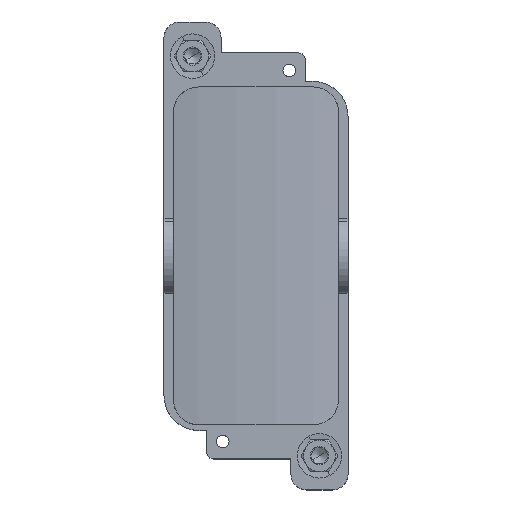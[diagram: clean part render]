
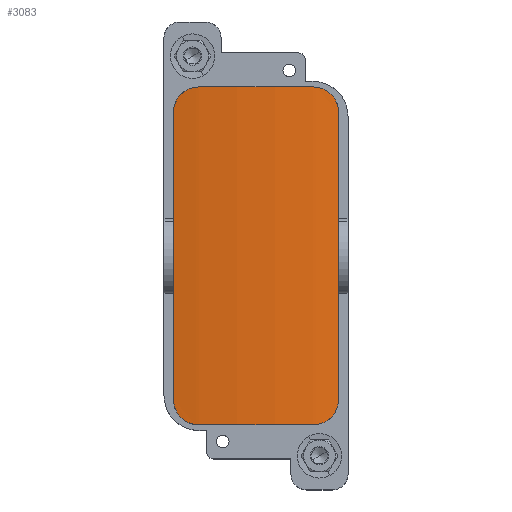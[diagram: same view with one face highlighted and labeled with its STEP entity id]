
A CAD part, top view. The second image highlights one B-rep face of the part: STEP entity #3083.
In plain terms, the highlighted cylindrical face has radius 150 mm (diameter 300 mm), a partial arc.
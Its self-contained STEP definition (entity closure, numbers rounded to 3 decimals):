
#3021=AXIS2_PLACEMENT_3D('Cylinder Axis2P3D',#3018,#3019,#3020) ;
#3035=AXIS2_PLACEMENT_3D('Circle Axis2P3D',#3033,#3034,$) ;
#3060=AXIS2_PLACEMENT_3D('Circle Axis2P3D',#3058,#3059,$) ;
#2049=CARTESIAN_POINT('Vertex',(55.,119.,39.229)) ;
#2052=CARTESIAN_POINT('Line Origine',(55.,73.75,39.229)) ;
#2056=CARTESIAN_POINT('Vertex',(55.,28.5,39.229)) ;
#2267=CARTESIAN_POINT('Vertex',(3.,28.5,39.229)) ;
#2270=CARTESIAN_POINT('Line Origine',(3.,73.75,39.229)) ;
#2274=CARTESIAN_POINT('Vertex',(3.,119.,39.229)) ;
#3018=CARTESIAN_POINT('Axis2P3D Location',(29.,73.75,-108.5)) ;
#3024=CARTESIAN_POINT('Control Point',(3.,28.5,39.229)) ;
#3025=CARTESIAN_POINT('Control Point',(3.,25.974,39.229)) ;
#3026=CARTESIAN_POINT('Control Point',(3.998,23.443,39.405)) ;
#3027=CARTESIAN_POINT('Control Point',(5.992,21.481,39.758)) ;
#3028=CARTESIAN_POINT('Control Point',(8.492,20.5,40.113)) ;
#3029=CARTESIAN_POINT('Control Point',(11.,20.5,40.416)) ;
#3030=CARTESIAN_POINT('Vertex',(11.,20.5,40.416)) ;
#3033=CARTESIAN_POINT('Axis2P3D Location',(29.,20.5,-108.5)) ;
#3037=CARTESIAN_POINT('Vertex',(47.,20.5,40.416)) ;
#3041=CARTESIAN_POINT('Control Point',(55.,28.5,39.229)) ;
#3042=CARTESIAN_POINT('Control Point',(55.,25.974,39.229)) ;
#3043=CARTESIAN_POINT('Control Point',(54.002,23.443,39.405)) ;
#3044=CARTESIAN_POINT('Control Point',(52.008,21.481,39.758)) ;
#3045=CARTESIAN_POINT('Control Point',(49.508,20.5,40.113)) ;
#3046=CARTESIAN_POINT('Control Point',(47.,20.5,40.416)) ;
#3049=CARTESIAN_POINT('Control Point',(55.,119.,39.229)) ;
#3050=CARTESIAN_POINT('Control Point',(55.,121.526,39.229)) ;
#3051=CARTESIAN_POINT('Control Point',(54.002,124.057,39.405)) ;
#3052=CARTESIAN_POINT('Control Point',(52.008,126.019,39.758)) ;
#3053=CARTESIAN_POINT('Control Point',(49.508,127.,40.113)) ;
#3054=CARTESIAN_POINT('Control Point',(47.,127.,40.416)) ;
#3055=CARTESIAN_POINT('Vertex',(47.,127.,40.416)) ;
#3058=CARTESIAN_POINT('Axis2P3D Location',(29.,127.,-108.5)) ;
#3062=CARTESIAN_POINT('Vertex',(11.,127.,40.416)) ;
#3066=CARTESIAN_POINT('Control Point',(3.,119.,39.229)) ;
#3067=CARTESIAN_POINT('Control Point',(3.,121.526,39.229)) ;
#3068=CARTESIAN_POINT('Control Point',(3.998,124.057,39.405)) ;
#3069=CARTESIAN_POINT('Control Point',(5.992,126.019,39.758)) ;
#3070=CARTESIAN_POINT('Control Point',(8.492,127.,40.113)) ;
#3071=CARTESIAN_POINT('Control Point',(11.,127.,40.416)) ;
#2053=DIRECTION('Vector Direction',(0.,1.,0.)) ;
#2271=DIRECTION('Vector Direction',(0.,1.,0.)) ;
#3019=DIRECTION('Axis2P3D Direction',(0.,1.,0.)) ;
#3020=DIRECTION('Axis2P3D XDirection',(-0.173,0.,0.985)) ;
#3034=DIRECTION('Axis2P3D Direction',(0.,1.,0.)) ;
#3059=DIRECTION('Axis2P3D Direction',(0.,1.,0.)) ;
#2054=VECTOR('Line Direction',#2053,1.) ;
#2272=VECTOR('Line Direction',#2271,1.) ;
#3074=ORIENTED_EDGE('',*,*,#2276,.F.) ;
#3075=ORIENTED_EDGE('',*,*,#3032,.F.) ;
#3076=ORIENTED_EDGE('',*,*,#3039,.T.) ;
#3077=ORIENTED_EDGE('',*,*,#3047,.F.) ;
#3078=ORIENTED_EDGE('',*,*,#2058,.T.) ;
#3079=ORIENTED_EDGE('',*,*,#3057,.F.) ;
#3080=ORIENTED_EDGE('',*,*,#3064,.F.) ;
#3081=ORIENTED_EDGE('',*,*,#3072,.F.) ;
#3083=ADVANCED_FACE('Hauptk\X2\00F6\X0\rper',(#3082),#3022,.T.) ;
#3023=B_SPLINE_CURVE_WITH_KNOTS('',5,(#3024,#3025,#3026,#3027,#3028,#3029),.UNSPECIFIED.,.F.,.U.,(6,6),(0.,17.864),.UNSPECIFIED.) ;
#3040=B_SPLINE_CURVE_WITH_KNOTS('',5,(#3041,#3042,#3043,#3044,#3045,#3046),.UNSPECIFIED.,.F.,.U.,(6,6),(0.,17.864),.UNSPECIFIED.) ;
#3048=B_SPLINE_CURVE_WITH_KNOTS('',5,(#3049,#3050,#3051,#3052,#3053,#3054),.UNSPECIFIED.,.F.,.U.,(6,6),(0.,17.864),.UNSPECIFIED.) ;
#3065=B_SPLINE_CURVE_WITH_KNOTS('',5,(#3066,#3067,#3068,#3069,#3070,#3071),.UNSPECIFIED.,.F.,.U.,(6,6),(0.,17.864),.UNSPECIFIED.) ;
#3036=CIRCLE('generated circle',#3035,150.) ;
#3061=CIRCLE('generated circle',#3060,150.) ;
#3022=CYLINDRICAL_SURFACE('generated cylinder',#3021,150.) ;
#2058=EDGE_CURVE('',#2057,#2050,#2055,.T.) ;
#2276=EDGE_CURVE('',#2268,#2275,#2273,.T.) ;
#3032=EDGE_CURVE('',#3031,#2268,#3023,.F.) ;
#3039=EDGE_CURVE('',#3031,#3038,#3036,.T.) ;
#3047=EDGE_CURVE('',#2057,#3038,#3040,.T.) ;
#3057=EDGE_CURVE('',#3056,#2050,#3048,.F.) ;
#3064=EDGE_CURVE('',#3063,#3056,#3061,.T.) ;
#3072=EDGE_CURVE('',#2275,#3063,#3065,.T.) ;
#3073=EDGE_LOOP('',(#3074,#3075,#3076,#3077,#3078,#3079,#3080,#3081)) ;
#3082=FACE_OUTER_BOUND('',#3073,.T.) ;
#2055=LINE('Line',#2052,#2054) ;
#2273=LINE('Line',#2270,#2272) ;
#2050=VERTEX_POINT('',#2049) ;
#2057=VERTEX_POINT('',#2056) ;
#2268=VERTEX_POINT('',#2267) ;
#2275=VERTEX_POINT('',#2274) ;
#3031=VERTEX_POINT('',#3030) ;
#3038=VERTEX_POINT('',#3037) ;
#3056=VERTEX_POINT('',#3055) ;
#3063=VERTEX_POINT('',#3062) ;
